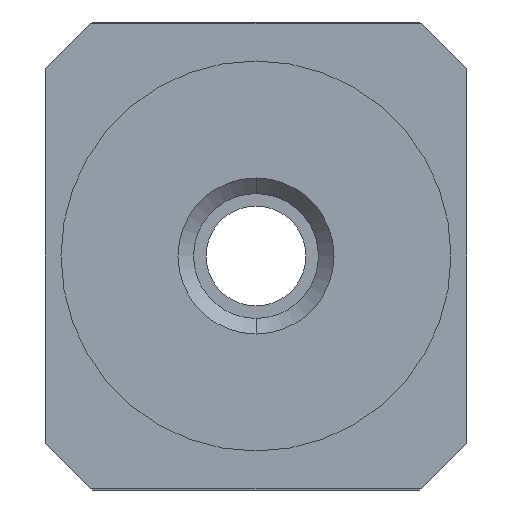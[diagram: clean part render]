
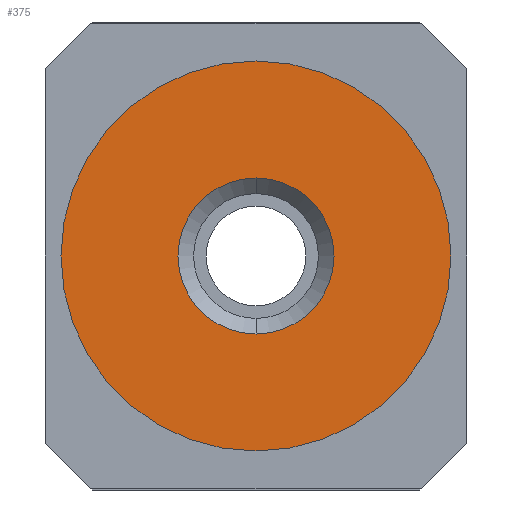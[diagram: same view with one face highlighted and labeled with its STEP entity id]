
A CAD part, front view. The second image highlights one B-rep face of the part: STEP entity #375.
In plain terms, the highlighted planar face has unit normal (0, -1, 0).
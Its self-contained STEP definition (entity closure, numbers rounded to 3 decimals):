
#1 = CIRCLE ( 'NONE', #971, 12.5 ) ;
#35 = DIRECTION ( 'NONE',  ( 0., 1., 0. ) ) ;
#80 = EDGE_LOOP ( 'NONE', ( #133, #1063 ) ) ;
#83 = ORIENTED_EDGE ( 'NONE', *, *, #279, .T. ) ;
#87 = CARTESIAN_POINT ( 'NONE',  ( 0., 51., 0. ) ) ;
#124 = CARTESIAN_POINT ( 'NONE',  ( 0., 51., 5. ) ) ;
#133 = ORIENTED_EDGE ( 'NONE', *, *, #200, .T. ) ;
#149 = CIRCLE ( 'NONE', #593, 12.5 ) ;
#200 = EDGE_CURVE ( 'NONE', #501, #845, #1, .T. ) ;
#216 = CARTESIAN_POINT ( 'NONE',  ( 0., 51., 0. ) ) ;
#279 = EDGE_CURVE ( 'NONE', #398, #293, #910, .T. ) ;
#293 = VERTEX_POINT ( 'NONE', #124 ) ;
#294 = PLANE ( 'NONE',  #371 ) ;
#327 = DIRECTION ( 'NONE',  ( 0., 0., -1. ) ) ;
#371 = AXIS2_PLACEMENT_3D ( 'NONE', #619, #374, #767 ) ;
#374 = DIRECTION ( 'NONE',  ( 0., 1., 0. ) ) ;
#375 = ADVANCED_FACE ( 'NONE', ( #784, #998 ), #294, .F. ) ;
#380 = CARTESIAN_POINT ( 'NONE',  ( 0., 51., 12.5 ) ) ;
#386 = CARTESIAN_POINT ( 'NONE',  ( 0., 51., -5. ) ) ;
#388 = CARTESIAN_POINT ( 'NONE',  ( 0., 51., -12.5 ) ) ;
#398 = VERTEX_POINT ( 'NONE', #386 ) ;
#440 = AXIS2_PLACEMENT_3D ( 'NONE', #763, #35, #604 ) ;
#501 = VERTEX_POINT ( 'NONE', #388 ) ;
#505 = CARTESIAN_POINT ( 'NONE',  ( 0., 51., 0. ) ) ;
#545 = DIRECTION ( 'NONE',  ( 0., 1., 0. ) ) ;
#593 = AXIS2_PLACEMENT_3D ( 'NONE', #87, #661, #327 ) ;
#598 = ORIENTED_EDGE ( 'NONE', *, *, #809, .T. ) ;
#602 = EDGE_CURVE ( 'NONE', #845, #501, #149, .T. ) ;
#604 = DIRECTION ( 'NONE',  ( 0., 0., 1. ) ) ;
#619 = CARTESIAN_POINT ( 'NONE',  ( -4., 51., 0. ) ) ;
#661 = DIRECTION ( 'NONE',  ( 0., -1., 0. ) ) ;
#677 = DIRECTION ( 'NONE',  ( 0., 0., -1. ) ) ;
#756 = DIRECTION ( 'NONE',  ( 0., -1., 0. ) ) ;
#763 = CARTESIAN_POINT ( 'NONE',  ( 0., 51., 0. ) ) ;
#767 = DIRECTION ( 'NONE',  ( 0., 0., 1. ) ) ;
#784 = FACE_BOUND ( 'NONE', #994, .T. ) ;
#809 = EDGE_CURVE ( 'NONE', #293, #398, #1016, .T. ) ;
#845 = VERTEX_POINT ( 'NONE', #380 ) ;
#862 = AXIS2_PLACEMENT_3D ( 'NONE', #216, #545, #946 ) ;
#910 = CIRCLE ( 'NONE', #862, 5. ) ;
#946 = DIRECTION ( 'NONE',  ( 0., 0., 1. ) ) ;
#971 = AXIS2_PLACEMENT_3D ( 'NONE', #505, #756, #677 ) ;
#994 = EDGE_LOOP ( 'NONE', ( #83, #598 ) ) ;
#998 = FACE_OUTER_BOUND ( 'NONE', #80, .T. ) ;
#1016 = CIRCLE ( 'NONE', #440, 5. ) ;
#1063 = ORIENTED_EDGE ( 'NONE', *, *, #602, .T. ) ;
